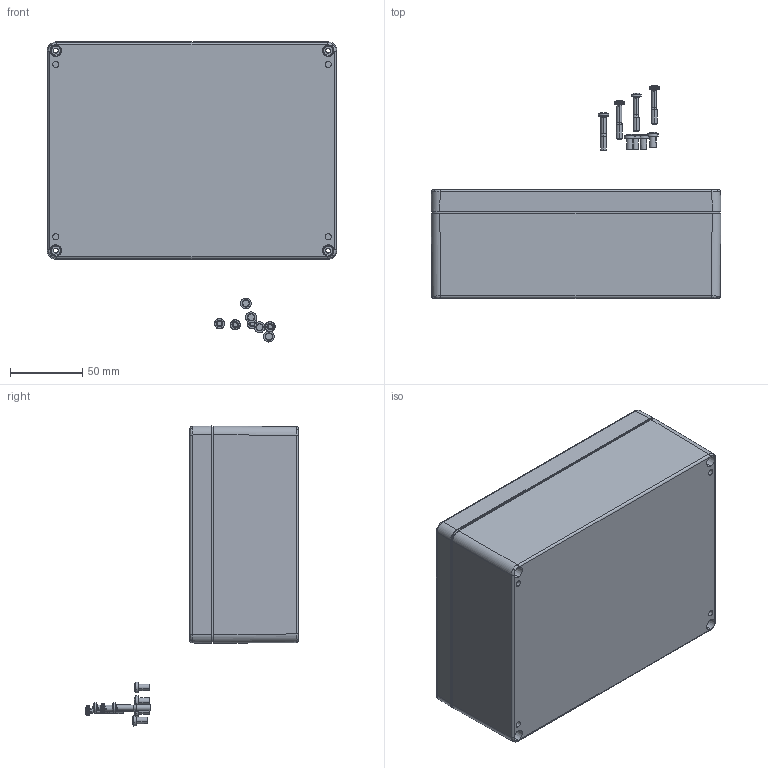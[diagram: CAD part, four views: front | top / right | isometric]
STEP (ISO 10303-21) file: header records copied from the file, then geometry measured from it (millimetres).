
FILE_DESCRIPTION(('FreeCAD Model'),'2;1');
FILE_NAME('20015075.STEP', '2026-03-24T15:30:24',('Author'),(''), 'Open CASCADE STEP processor 7.3','FreeCAD','Unknown');
FILE_SCHEMA(('AUTOMOTIVE_DESIGN { 1 0 10303 214 1 1 1 1 }'));
Length unit declared in the file: millimetre
Products named in the file (9): 20015075; 82002_im_Deckel_eingebaut; 31845001; 31845; 31090-Einpressbuchse003; 51005; 93214_WN1442_D4,5x7,011; 5200.009.003; 32845
Assembly tree (17 placements, depth 3):
  20015075
    82002_im_Deckel_eingebaut
    31845001
      31845
      31090-Einpressbuchse003  x4
    51005
      93214_WN1442_D4,5x7,011  x4
      5200.009.003  x4
    32845
Bounding box: 200 x 147.14 x 207.09 mm (x, y, z)
Volume: 363169.4 mm3; surface area: 242026.8 mm2
Topology: 15 solids, 15 shells, 1500 faces, 3641 edges, 2223 vertices
Faces by surface type: plane 595, bspline 260, cylinder 239, cone 219, torus 171, revolution 8, sphere 8
Entity records: 41315 total; most frequent: CARTESIAN_POINT 17784, ORIENTED_EDGE 5038, DIRECTION 4477, EDGE_CURVE 2519, AXIS2_PLACEMENT_3D 1746, VERTEX_POINT 1509, FACE_BOUND 1152, EDGE_LOOP 1152
